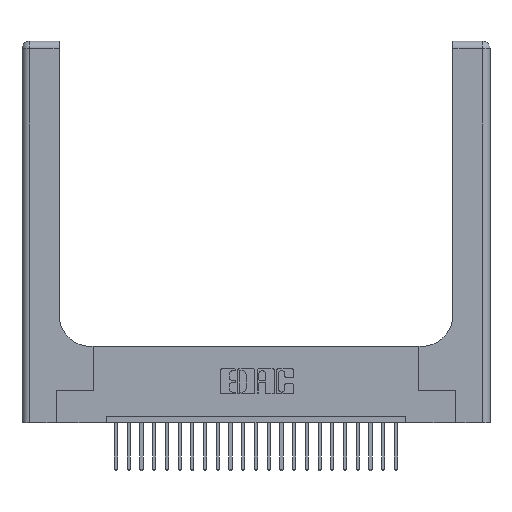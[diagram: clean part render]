
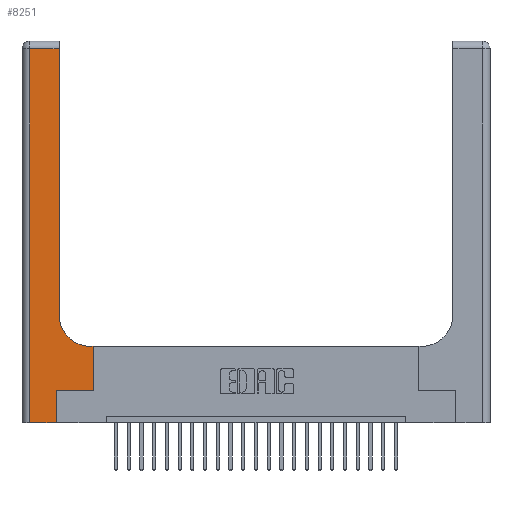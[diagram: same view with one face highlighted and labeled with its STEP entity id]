
A CAD part, top view. The second image highlights one B-rep face of the part: STEP entity #8251.
In plain terms, the highlighted planar face has unit normal (0, 0, 1).
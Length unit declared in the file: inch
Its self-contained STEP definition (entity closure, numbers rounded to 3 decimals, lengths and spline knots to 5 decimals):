
#164 = CIRCLE ( 'NONE', #18120, 0.25 ) ;
#262 = LINE ( 'NONE', #16441, #13847 ) ;
#396 = ORIENTED_EDGE ( 'NONE', *, *, #17626, .T. ) ;
#939 = CARTESIAN_POINT ( 'NONE',  ( 0.269, 0.25, 0.37 ) ) ;
#1235 = ORIENTED_EDGE ( 'NONE', *, *, #8898, .T. ) ;
#1966 = VERTEX_POINT ( 'NONE', #21374 ) ;
#2089 = CARTESIAN_POINT ( 'NONE',  ( 0.5585, 0.25, 0.37 ) ) ;
#3229 = VERTEX_POINT ( 'NONE', #2089 ) ;
#3467 = DIRECTION ( 'NONE',  ( 0., 1., 0. ) ) ;
#4246 = ORIENTED_EDGE ( 'NONE', *, *, #21530, .T. ) ;
#4267 = EDGE_CURVE ( 'NONE', #13564, #8594, #7880, .T. ) ;
#4287 = VECTOR ( 'NONE', #23601, 39.37008 ) ;
#4596 = LINE ( 'NONE', #20249, #22445 ) ;
#5002 = CARTESIAN_POINT ( 'NONE',  ( 0.2915, 0.85, 0.37 ) ) ;
#5267 = LINE ( 'NONE', #5684, #19467 ) ;
#5333 = FACE_OUTER_BOUND ( 'NONE', #19167, .T. ) ;
#5680 = EDGE_CURVE ( 'NONE', #6354, #15387, #18742, .T. ) ;
#5684 = CARTESIAN_POINT ( 'NONE',  ( 0.269, 0., 0.37 ) ) ;
#6067 = ORIENTED_EDGE ( 'NONE', *, *, #12282, .T. ) ;
#6113 = CARTESIAN_POINT ( 'NONE',  ( 0.06, 0., 0.37 ) ) ;
#6354 = VERTEX_POINT ( 'NONE', #5002 ) ;
#6861 = ORIENTED_EDGE ( 'NONE', *, *, #4267, .T. ) ;
#7175 = LINE ( 'NONE', #10095, #8980 ) ;
#7564 = VERTEX_POINT ( 'NONE', #6113 ) ;
#7822 = ORIENTED_EDGE ( 'NONE', *, *, #16722, .T. ) ;
#7880 = LINE ( 'NONE', #8111, #4287 ) ;
#8111 = CARTESIAN_POINT ( 'NONE',  ( 0.2915, 0.6, 0.37 ) ) ;
#8251 = ADVANCED_FACE ( 'NONE', ( #5333 ), #20807, .F. ) ;
#8293 = EDGE_CURVE ( 'NONE', #8594, #6354, #164, .T. ) ;
#8489 = CARTESIAN_POINT ( 'NONE',  ( 0.5585, 0.6, 0.37 ) ) ;
#8594 = VERTEX_POINT ( 'NONE', #19843 ) ;
#8898 = EDGE_CURVE ( 'NONE', #3229, #13564, #16479, .T. ) ;
#8980 = VECTOR ( 'NONE', #19606, 39.37008 ) ;
#9576 = DIRECTION ( 'NONE',  ( 1., 0., 0. ) ) ;
#10077 = VECTOR ( 'NONE', #3467, 39.37008 ) ;
#10095 = CARTESIAN_POINT ( 'NONE',  ( 0., 0., 0.37 ) ) ;
#10572 = LINE ( 'NONE', #17862, #15126 ) ;
#10834 = VECTOR ( 'NONE', #12527, 39.37008 ) ;
#11128 = CARTESIAN_POINT ( 'NONE',  ( 0., 3., 0.37 ) ) ;
#12080 = DIRECTION ( 'NONE',  ( 0., -1., 0. ) ) ;
#12282 = EDGE_CURVE ( 'NONE', #7564, #16364, #7175, .T. ) ;
#12527 = DIRECTION ( 'NONE',  ( 0., 1., 0. ) ) ;
#12536 = DIRECTION ( 'NONE',  ( 1., 0., 0. ) ) ;
#12620 = CARTESIAN_POINT ( 'NONE',  ( 0.2915, 3., 0.37 ) ) ;
#12987 = ORIENTED_EDGE ( 'NONE', *, *, #20588, .T. ) ;
#13564 = VERTEX_POINT ( 'NONE', #8489 ) ;
#13847 = VECTOR ( 'NONE', #12536, 39.37008 ) ;
#14694 = CARTESIAN_POINT ( 'NONE',  ( 0.5415, 0.85, 0.37 ) ) ;
#14864 = DIRECTION ( 'NONE',  ( 0., 0., -1. ) ) ;
#15126 = VECTOR ( 'NONE', #12080, 39.37008 ) ;
#15387 = VERTEX_POINT ( 'NONE', #20592 ) ;
#16261 = DIRECTION ( 'NONE',  ( -1., 0., 0. ) ) ;
#16364 = VERTEX_POINT ( 'NONE', #22083 ) ;
#16441 = CARTESIAN_POINT ( 'NONE',  ( 0.269, 0.25, 0.37 ) ) ;
#16479 = LINE ( 'NONE', #19462, #10077 ) ;
#16722 = EDGE_CURVE ( 'NONE', #1966, #7564, #10572, .T. ) ;
#17626 = EDGE_CURVE ( 'NONE', #18235, #3229, #262, .T. ) ;
#17862 = CARTESIAN_POINT ( 'NONE',  ( 0.06, 3., 0.37 ) ) ;
#18120 = AXIS2_PLACEMENT_3D ( 'NONE', #14694, #14864, #9576 ) ;
#18235 = VERTEX_POINT ( 'NONE', #939 ) ;
#18742 = LINE ( 'NONE', #12620, #10834 ) ;
#18965 = DIRECTION ( 'NONE',  ( 0., 1., 0. ) ) ;
#19167 = EDGE_LOOP ( 'NONE', ( #25057, #4246, #7822, #6067, #12987, #396, #1235, #6861, #22180 ) ) ;
#19462 = CARTESIAN_POINT ( 'NONE',  ( 0.5585, 0.25, 0.37 ) ) ;
#19467 = VECTOR ( 'NONE', #18965, 39.37008 ) ;
#19606 = DIRECTION ( 'NONE',  ( 1., 0., 0. ) ) ;
#19843 = CARTESIAN_POINT ( 'NONE',  ( 0.5415, 0.6, 0.37 ) ) ;
#20249 = CARTESIAN_POINT ( 'NONE',  ( 0., 2.94, 0.37 ) ) ;
#20588 = EDGE_CURVE ( 'NONE', #16364, #18235, #5267, .T. ) ;
#20592 = CARTESIAN_POINT ( 'NONE',  ( 0.2915, 2.94, 0.37 ) ) ;
#20648 = DIRECTION ( 'NONE',  ( 0., 0., -1. ) ) ;
#20807 = PLANE ( 'NONE',  #21515 ) ;
#21374 = CARTESIAN_POINT ( 'NONE',  ( 0.06, 2.94, 0.37 ) ) ;
#21515 = AXIS2_PLACEMENT_3D ( 'NONE', #11128, #20648, #22489 ) ;
#21530 = EDGE_CURVE ( 'NONE', #15387, #1966, #4596, .T. ) ;
#22083 = CARTESIAN_POINT ( 'NONE',  ( 0.269, 0., 0.37 ) ) ;
#22180 = ORIENTED_EDGE ( 'NONE', *, *, #8293, .T. ) ;
#22445 = VECTOR ( 'NONE', #16261, 39.37008 ) ;
#22489 = DIRECTION ( 'NONE',  ( -1., 0., 0. ) ) ;
#23601 = DIRECTION ( 'NONE',  ( -1., 0., 0. ) ) ;
#25057 = ORIENTED_EDGE ( 'NONE', *, *, #5680, .T. ) ;
